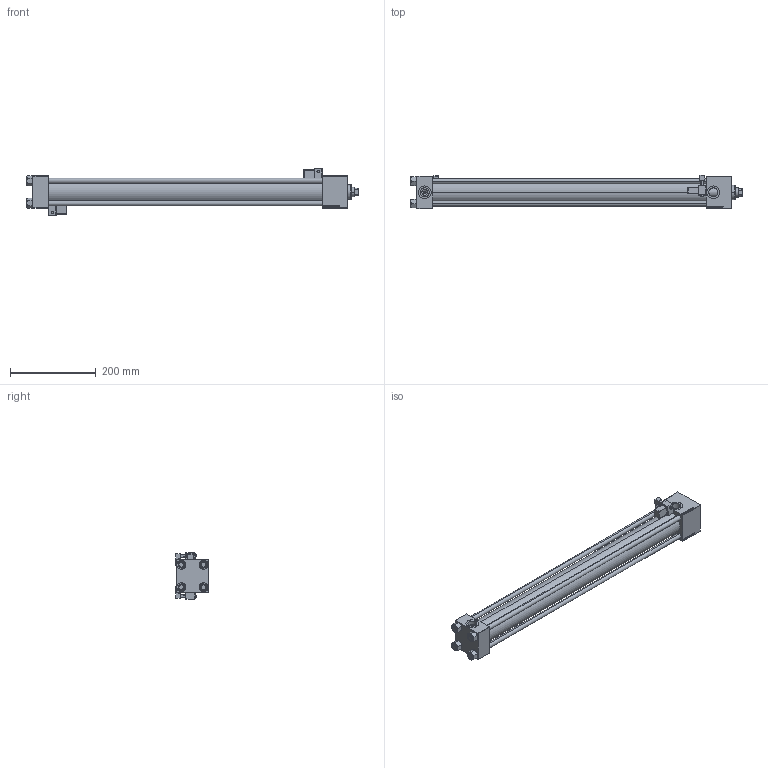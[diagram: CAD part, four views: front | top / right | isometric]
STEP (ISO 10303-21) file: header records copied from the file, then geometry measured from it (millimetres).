
FILE_DESCRIPTION (( 'STEP AP203' ), '1' );
FILE_NAME ('54e4.STEP', '2022-04-14T16:53:06', ( '' ), ( '' ), 'SwSTEP 2.0', 'SolidWorks 2019', '' );
FILE_SCHEMA (( 'CONFIG_CONTROL_DESIGN' ));
Length unit declared in the file: millimetre
Products named in the file (7): 54e4; V215CR_VCP_C a384479e7ace6a022de2c337ee71ea18; V215_VC_A a384479e7ace6a022de2c337ee71ea18; NUT_M5_C a384479e7ace6a022de2c337ee71ea18; V215CR_C_TYCINKA a384479e7ace6a022de2c337ee71ea18; V215CR_MSU a384479e7ace6a022de2c337ee71ea18; V215CR_C_Body a384479e7ace6a022de2c337ee71ea18
Assembly tree (13 placements, depth 2):
  54e4
    V215CR_C_Body a384479e7ace6a022de2c337ee71ea18
    V215CR_VCP_C a384479e7ace6a022de2c337ee71ea18
    NUT_M5_C a384479e7ace6a022de2c337ee71ea18  x4
    V215CR_C_TYCINKA a384479e7ace6a022de2c337ee71ea18  x4
    V215_VC_A a384479e7ace6a022de2c337ee71ea18
    V215CR_MSU a384479e7ace6a022de2c337ee71ea18  x2
Bounding box: 775 x 77.03 x 109.57 mm (x, y, z)
Volume: 1470643.1 mm3; surface area: 480326.5 mm2
Topology: 13 solids, 13 shells, 1308 faces, 3244 edges, 2065 vertices
Faces by surface type: plane 586, bspline 392, cylinder 150, cone 136, sphere 24, torus 20
Entity records: 52572 total; most frequent: CARTESIAN_POINT 27484, ORIENTED_EDGE 5598, DIRECTION 3725, EDGE_CURVE 2799, VERTEX_POINT 1825, VECTOR 1693, LINE 1693, EDGE_LOOP 1246
